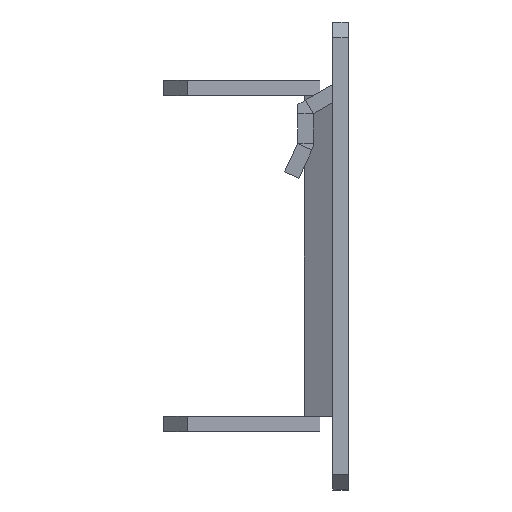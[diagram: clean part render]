
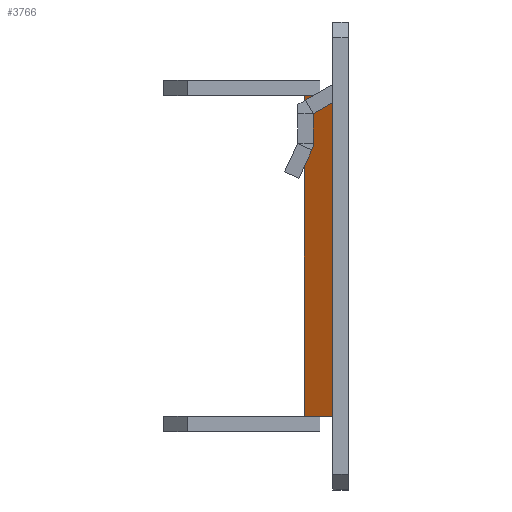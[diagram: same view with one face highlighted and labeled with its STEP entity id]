
A CAD part, left-side view. The second image highlights one B-rep face of the part: STEP entity #3766.
In plain terms, the highlighted planar face has unit normal (-0.875, 0.484, 0).
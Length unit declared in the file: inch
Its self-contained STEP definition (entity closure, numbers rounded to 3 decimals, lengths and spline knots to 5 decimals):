
#449 = LINE ( 'NONE', #4825, #1613 ) ;
#454 = VERTEX_POINT ( 'NONE', #6234 ) ;
#567 = CARTESIAN_POINT ( 'NONE',  ( -9.99018, -0.49814, 0.80693 ) ) ;
#598 = DIRECTION ( 'NONE',  ( -0.875, 0.484, 0. ) ) ;
#1278 = ORIENTED_EDGE ( 'NONE', *, *, #7170, .T. ) ;
#1419 = CARTESIAN_POINT ( 'NONE',  ( -9.96772, -0.45748, 0.80693 ) ) ;
#1613 = VECTOR ( 'NONE', #3245, 39.37008 ) ;
#1780 = CARTESIAN_POINT ( 'NONE',  ( -9.88898, -0.31496, -0.80693 ) ) ;
#2320 = EDGE_CURVE ( 'NONE', #4115, #3435, #2728, .T. ) ;
#2728 = LINE ( 'NONE', #6677, #6716 ) ;
#2841 = DIRECTION ( 'NONE',  ( -0.484, -0.875, 0. ) ) ;
#2968 = CARTESIAN_POINT ( 'NONE',  ( -9.88898, -0.31496, 0.80693 ) ) ;
#3018 = VECTOR ( 'NONE', #3661, 39.37008 ) ;
#3243 = DIRECTION ( 'NONE',  ( 0., 0., -1. ) ) ;
#3245 = DIRECTION ( 'NONE',  ( -0.484, -0.875, 0. ) ) ;
#3360 = FACE_OUTER_BOUND ( 'NONE', #5326, .T. ) ;
#3435 = VERTEX_POINT ( 'NONE', #1780 ) ;
#3479 = ORIENTED_EDGE ( 'NONE', *, *, #2320, .T. ) ;
#3661 = DIRECTION ( 'NONE',  ( 0., 0., 1. ) ) ;
#3766 = ADVANCED_FACE ( 'NONE', ( #3360 ), #7140, .T. ) ;
#3970 = CARTESIAN_POINT ( 'NONE',  ( -9.96772, -0.45748, 0.80693 ) ) ;
#4115 = VERTEX_POINT ( 'NONE', #2968 ) ;
#4217 = LINE ( 'NONE', #1419, #3018 ) ;
#4640 = VERTEX_POINT ( 'NONE', #3970 ) ;
#4781 = VECTOR ( 'NONE', #6272, 39.37008 ) ;
#4825 = CARTESIAN_POINT ( 'NONE',  ( -9.88898, -0.31496, 0.80693 ) ) ;
#5071 = EDGE_CURVE ( 'NONE', #454, #4640, #4217, .T. ) ;
#5178 = CARTESIAN_POINT ( 'NONE',  ( -9.88898, -0.31496, -0.80693 ) ) ;
#5326 = EDGE_LOOP ( 'NONE', ( #5409, #3479, #1278, #5388 ) ) ;
#5388 = ORIENTED_EDGE ( 'NONE', *, *, #5071, .T. ) ;
#5409 = ORIENTED_EDGE ( 'NONE', *, *, #6850, .F. ) ;
#5487 = AXIS2_PLACEMENT_3D ( 'NONE', #567, #598, #2841 ) ;
#5721 = LINE ( 'NONE', #5178, #4781 ) ;
#6234 = CARTESIAN_POINT ( 'NONE',  ( -9.96772, -0.45748, -0.80693 ) ) ;
#6272 = DIRECTION ( 'NONE',  ( -0.484, -0.875, 0. ) ) ;
#6677 = CARTESIAN_POINT ( 'NONE',  ( -9.88898, -0.31496, 0.80693 ) ) ;
#6716 = VECTOR ( 'NONE', #3243, 39.37008 ) ;
#6850 = EDGE_CURVE ( 'NONE', #4115, #4640, #449, .T. ) ;
#7140 = PLANE ( 'NONE',  #5487 ) ;
#7170 = EDGE_CURVE ( 'NONE', #3435, #454, #5721, .T. ) ;
